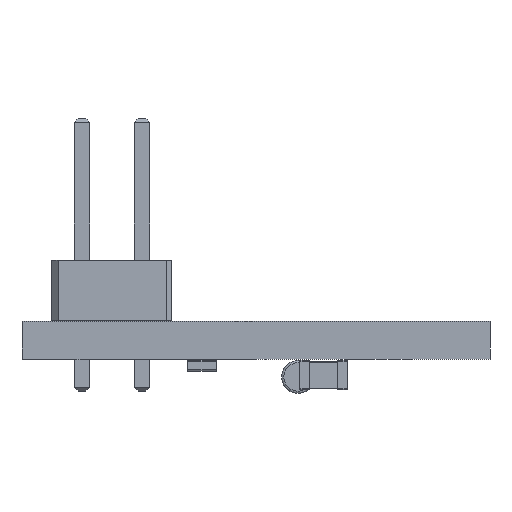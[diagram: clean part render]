
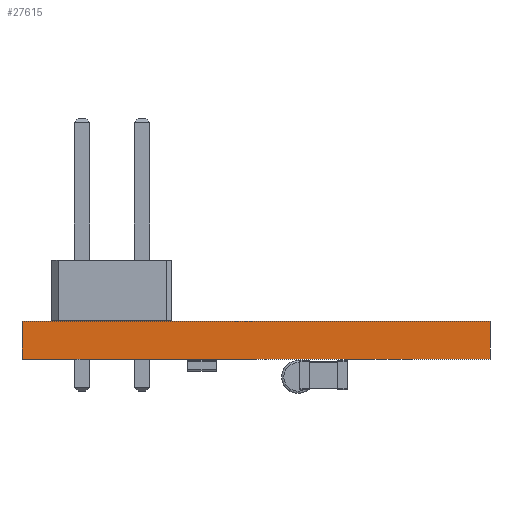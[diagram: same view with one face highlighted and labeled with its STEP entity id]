
A CAD part, left-side view. The second image highlights one B-rep face of the part: STEP entity #27615.
In plain terms, the highlighted planar face has unit normal (-1, 0, 0).
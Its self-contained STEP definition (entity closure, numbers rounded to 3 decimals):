
#26021 = PLANE('',#26022);
#26022 = AXIS2_PLACEMENT_3D('',#26023,#26024,#26025);
#26023 = CARTESIAN_POINT('',(112.014,-96.774,0.));
#26024 = DIRECTION('',(0.,1.,0.));
#26025 = DIRECTION('',(1.,0.,0.));
#26049 = PLANE('',#26050);
#26050 = AXIS2_PLACEMENT_3D('',#26051,#26052,#26053);
#26051 = CARTESIAN_POINT('',(132.08,-106.68,1.6));
#26052 = DIRECTION('',(-0.,-0.,-1.));
#26053 = DIRECTION('',(-1.,0.,0.));
#26077 = PLANE('',#26078);
#26078 = AXIS2_PLACEMENT_3D('',#26079,#26080,#26081);
#26079 = CARTESIAN_POINT('',(152.146,-116.586,0.));
#26080 = DIRECTION('',(0.,-1.,0.));
#26081 = DIRECTION('',(-1.,0.,0.));
#26103 = PLANE('',#26104);
#26104 = AXIS2_PLACEMENT_3D('',#26105,#26106,#26107);
#26105 = CARTESIAN_POINT('',(132.08,-106.68,0.));
#26106 = DIRECTION('',(-0.,-0.,-1.));
#26107 = DIRECTION('',(-1.,0.,0.));
#26118 = EDGE_CURVE('',#26119,#26121,#26123,.T.);
#26119 = VERTEX_POINT('',#26120);
#26120 = CARTESIAN_POINT('',(112.014,-96.774,0.));
#26121 = VERTEX_POINT('',#26122);
#26122 = CARTESIAN_POINT('',(112.014,-96.774,1.6));
#26123 = SURFACE_CURVE('',#26124,(#26128,#26135),.PCURVE_S1.);
#26124 = LINE('',#26125,#26126);
#26125 = CARTESIAN_POINT('',(112.014,-96.774,0.));
#26126 = VECTOR('',#26127,1.);
#26127 = DIRECTION('',(0.,0.,1.));
#26128 = PCURVE('',#26021,#26129);
#26129 = DEFINITIONAL_REPRESENTATION('',(#26130),#26134);
#26130 = LINE('',#26131,#26132);
#26131 = CARTESIAN_POINT('',(0.,0.));
#26132 = VECTOR('',#26133,1.);
#26133 = DIRECTION('',(0.,-1.));
#26134 = ( GEOMETRIC_REPRESENTATION_CONTEXT(2) 
PARAMETRIC_REPRESENTATION_CONTEXT() REPRESENTATION_CONTEXT('2D SPACE',''
  ) );
#26135 = PCURVE('',#26136,#26141);
#26136 = PLANE('',#26137);
#26137 = AXIS2_PLACEMENT_3D('',#26138,#26139,#26140);
#26138 = CARTESIAN_POINT('',(112.014,-116.586,0.));
#26139 = DIRECTION('',(-1.,0.,0.));
#26140 = DIRECTION('',(0.,1.,0.));
#26141 = DEFINITIONAL_REPRESENTATION('',(#26142),#26146);
#26142 = LINE('',#26143,#26144);
#26143 = CARTESIAN_POINT('',(19.812,0.));
#26144 = VECTOR('',#26145,1.);
#26145 = DIRECTION('',(0.,-1.));
#26146 = ( GEOMETRIC_REPRESENTATION_CONTEXT(2) 
PARAMETRIC_REPRESENTATION_CONTEXT() REPRESENTATION_CONTEXT('2D SPACE',''
  ) );
#26196 = VERTEX_POINT('',#26197);
#26197 = CARTESIAN_POINT('',(112.014,-116.586,1.6));
#26218 = EDGE_CURVE('',#26219,#26196,#26221,.T.);
#26219 = VERTEX_POINT('',#26220);
#26220 = CARTESIAN_POINT('',(112.014,-116.586,0.));
#26221 = SURFACE_CURVE('',#26222,(#26226,#26233),.PCURVE_S1.);
#26222 = LINE('',#26223,#26224);
#26223 = CARTESIAN_POINT('',(112.014,-116.586,0.));
#26224 = VECTOR('',#26225,1.);
#26225 = DIRECTION('',(0.,0.,1.));
#26226 = PCURVE('',#26077,#26227);
#26227 = DEFINITIONAL_REPRESENTATION('',(#26228),#26232);
#26228 = LINE('',#26229,#26230);
#26229 = CARTESIAN_POINT('',(40.132,0.));
#26230 = VECTOR('',#26231,1.);
#26231 = DIRECTION('',(0.,-1.));
#26232 = ( GEOMETRIC_REPRESENTATION_CONTEXT(2) 
PARAMETRIC_REPRESENTATION_CONTEXT() REPRESENTATION_CONTEXT('2D SPACE',''
  ) );
#26233 = PCURVE('',#26136,#26234);
#26234 = DEFINITIONAL_REPRESENTATION('',(#26235),#26239);
#26235 = LINE('',#26236,#26237);
#26236 = CARTESIAN_POINT('',(0.,0.));
#26237 = VECTOR('',#26238,1.);
#26238 = DIRECTION('',(0.,-1.));
#26239 = ( GEOMETRIC_REPRESENTATION_CONTEXT(2) 
PARAMETRIC_REPRESENTATION_CONTEXT() REPRESENTATION_CONTEXT('2D SPACE',''
  ) );
#26267 = EDGE_CURVE('',#26219,#26119,#26268,.T.);
#26268 = SURFACE_CURVE('',#26269,(#26273,#26280),.PCURVE_S1.);
#26269 = LINE('',#26270,#26271);
#26270 = CARTESIAN_POINT('',(112.014,-116.586,0.));
#26271 = VECTOR('',#26272,1.);
#26272 = DIRECTION('',(0.,1.,0.));
#26273 = PCURVE('',#26103,#26274);
#26274 = DEFINITIONAL_REPRESENTATION('',(#26275),#26279);
#26275 = LINE('',#26276,#26277);
#26276 = CARTESIAN_POINT('',(20.066,-9.906));
#26277 = VECTOR('',#26278,1.);
#26278 = DIRECTION('',(0.,1.));
#26279 = ( GEOMETRIC_REPRESENTATION_CONTEXT(2) 
PARAMETRIC_REPRESENTATION_CONTEXT() REPRESENTATION_CONTEXT('2D SPACE',''
  ) );
#26280 = PCURVE('',#26136,#26281);
#26281 = DEFINITIONAL_REPRESENTATION('',(#26282),#26286);
#26282 = LINE('',#26283,#26284);
#26283 = CARTESIAN_POINT('',(0.,0.));
#26284 = VECTOR('',#26285,1.);
#26285 = DIRECTION('',(1.,0.));
#26286 = ( GEOMETRIC_REPRESENTATION_CONTEXT(2) 
PARAMETRIC_REPRESENTATION_CONTEXT() REPRESENTATION_CONTEXT('2D SPACE',''
  ) );
#26994 = EDGE_CURVE('',#26196,#26121,#26995,.T.);
#26995 = SURFACE_CURVE('',#26996,(#27000,#27007),.PCURVE_S1.);
#26996 = LINE('',#26997,#26998);
#26997 = CARTESIAN_POINT('',(112.014,-116.586,1.6));
#26998 = VECTOR('',#26999,1.);
#26999 = DIRECTION('',(0.,1.,0.));
#27000 = PCURVE('',#26049,#27001);
#27001 = DEFINITIONAL_REPRESENTATION('',(#27002),#27006);
#27002 = LINE('',#27003,#27004);
#27003 = CARTESIAN_POINT('',(20.066,-9.906));
#27004 = VECTOR('',#27005,1.);
#27005 = DIRECTION('',(0.,1.));
#27006 = ( GEOMETRIC_REPRESENTATION_CONTEXT(2) 
PARAMETRIC_REPRESENTATION_CONTEXT() REPRESENTATION_CONTEXT('2D SPACE',''
  ) );
#27007 = PCURVE('',#26136,#27008);
#27008 = DEFINITIONAL_REPRESENTATION('',(#27009),#27013);
#27009 = LINE('',#27010,#27011);
#27010 = CARTESIAN_POINT('',(0.,-1.6));
#27011 = VECTOR('',#27012,1.);
#27012 = DIRECTION('',(1.,0.));
#27013 = ( GEOMETRIC_REPRESENTATION_CONTEXT(2) 
PARAMETRIC_REPRESENTATION_CONTEXT() REPRESENTATION_CONTEXT('2D SPACE',''
  ) );
#27615 = ADVANCED_FACE('',(#27616),#26136,.T.);
#27616 = FACE_BOUND('',#27617,.T.);
#27617 = EDGE_LOOP('',(#27618,#27619,#27620,#27621));
#27618 = ORIENTED_EDGE('',*,*,#26218,.T.);
#27619 = ORIENTED_EDGE('',*,*,#26994,.T.);
#27620 = ORIENTED_EDGE('',*,*,#26118,.F.);
#27621 = ORIENTED_EDGE('',*,*,#26267,.F.);
